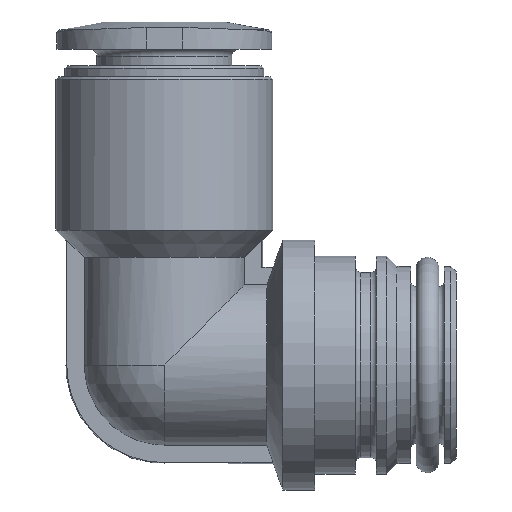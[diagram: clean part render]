
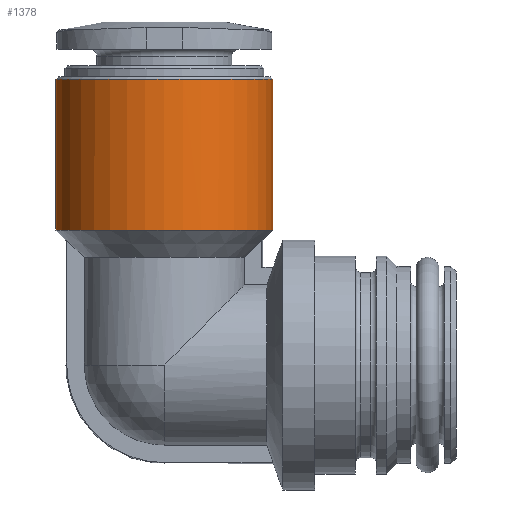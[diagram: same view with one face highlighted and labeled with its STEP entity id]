
A CAD part, left-side view. The second image highlights one B-rep face of the part: STEP entity #1378.
In plain terms, the highlighted cylindrical face has radius 5.95 mm (diameter 11.9 mm), a full revolution.
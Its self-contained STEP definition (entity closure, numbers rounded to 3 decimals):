
#43=CYLINDRICAL_SURFACE('',#1509,5.95);
#275=ORIENTED_EDGE('',*,*,#411,.F.);
#276=ORIENTED_EDGE('',*,*,#450,.T.);
#411=EDGE_CURVE('',#513,#513,#582,.T.);
#450=EDGE_CURVE('',#550,#550,#617,.T.);
#513=VERTEX_POINT('',#1982);
#550=VERTEX_POINT('',#2103);
#582=CIRCLE('',#1440,5.95);
#617=CIRCLE('',#1508,5.95);
#710=EDGE_LOOP('',(#275));
#711=EDGE_LOOP('',(#276));
#822=FACE_BOUND('',#710,.T.);
#823=FACE_BOUND('',#711,.T.);
#1378=ADVANCED_FACE('',(#822,#823),#43,.T.);
#1440=AXIS2_PLACEMENT_3D('',#1981,#1624,#1625);
#1508=AXIS2_PLACEMENT_3D('',#2102,#1760,#1761);
#1509=AXIS2_PLACEMENT_3D('',#2104,#1762,#1763);
#1624=DIRECTION('',(0.,0.,-1.));
#1625=DIRECTION('',(-1.,0.,0.));
#1760=DIRECTION('',(0.,0.,-1.));
#1761=DIRECTION('',(-1.,0.,0.));
#1762=DIRECTION('',(0.,0.,-1.));
#1763=DIRECTION('',(-1.,0.,0.));
#1981=CARTESIAN_POINT('',(0.,16.,7.4));
#1982=CARTESIAN_POINT('',(-5.95,16.,7.4));
#2102=CARTESIAN_POINT('',(0.,16.,15.659));
#2103=CARTESIAN_POINT('',(-5.95,16.,15.659));
#2104=CARTESIAN_POINT('',(0.,16.,-4.45));
